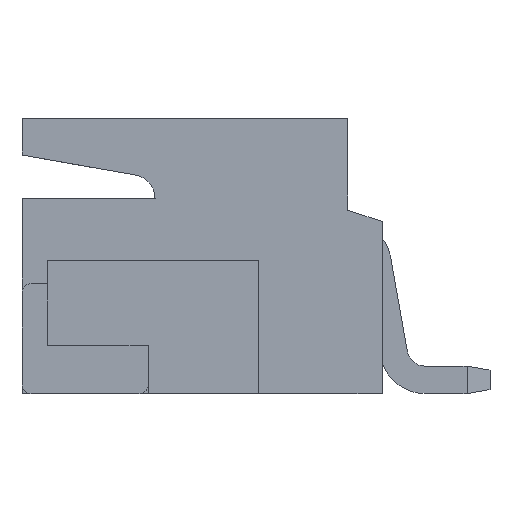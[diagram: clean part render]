
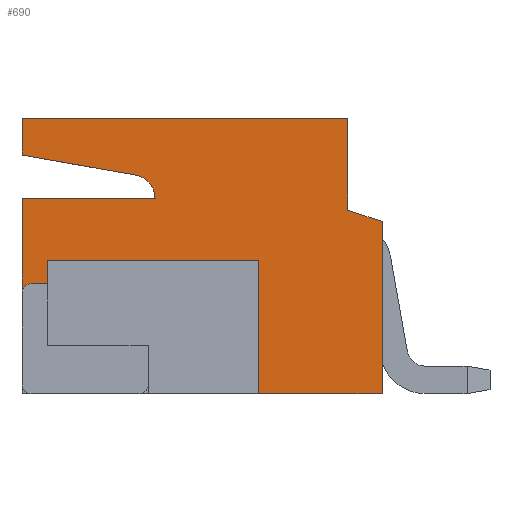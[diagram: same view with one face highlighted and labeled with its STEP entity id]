
A CAD part, left-side view. The second image highlights one B-rep face of the part: STEP entity #690.
In plain terms, the highlighted planar face has unit normal (-1, 0, 0).
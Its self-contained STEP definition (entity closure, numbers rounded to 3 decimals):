
#198 = ORIENTED_EDGE ( 'NONE', *, *, #1359, .T. ) ;
#289 = VERTEX_POINT ( 'NONE', #3240 ) ;
#326 = CARTESIAN_POINT ( 'NONE',  ( -6.3, -3.65, 2.9 ) ) ;
#342 = EDGE_CURVE ( 'NONE', #8505, #3269, #4743, .T. ) ;
#411 = VERTEX_POINT ( 'NONE', #633 ) ;
#621 = CARTESIAN_POINT ( 'NONE',  ( -6.3, -3.65, 2.9 ) ) ;
#633 = CARTESIAN_POINT ( 'NONE',  ( -6.3, -1.4, 4.25 ) ) ;
#656 = DIRECTION ( 'NONE',  ( 0., -1., 0. ) ) ;
#683 = EDGE_LOOP ( 'NONE', ( #198, #4237, #4757, #945, #2966, #4997, #5241, #7519, #5657, #7678, #9695, #1840, #6185, #8211, #8446, #8685, #4880, #6908 ) ) ;
#686 = DIRECTION ( 'NONE',  ( 0., 0., -1. ) ) ;
#690 = ADVANCED_FACE ( 'NONE', ( #930 ), #5799, .F. ) ;
#716 = VERTEX_POINT ( 'NONE', #6057 ) ;
#743 = EDGE_CURVE ( 'NONE', #7931, #8719, #4488, .T. ) ;
#771 = AXIS2_PLACEMENT_3D ( 'NONE', #1455, #6011, #686 ) ;
#882 = CARTESIAN_POINT ( 'NONE',  ( -6.3, -3.15, 2.4 ) ) ;
#902 = CARTESIAN_POINT ( 'NONE',  ( -6.3, -5.6, 6. ) ) ;
#930 = FACE_OUTER_BOUND ( 'NONE', #683, .T. ) ;
#945 = ORIENTED_EDGE ( 'NONE', *, *, #2642, .F. ) ;
#1047 = VECTOR ( 'NONE', #5668, 1000. ) ;
#1144 = CARTESIAN_POINT ( 'NONE',  ( -6.3, -3.65, 0. ) ) ;
#1202 = DIRECTION ( 'NONE',  ( 0., 1., 0. ) ) ;
#1217 = DIRECTION ( 'NONE',  ( 0., 0., 1. ) ) ;
#1359 = EDGE_CURVE ( 'NONE', #2663, #411, #7598, .T. ) ;
#1455 = CARTESIAN_POINT ( 'NONE',  ( -6.3, -0.877, 4.25 ) ) ;
#1466 = VERTEX_POINT ( 'NONE', #3453 ) ;
#1505 = CARTESIAN_POINT ( 'NONE',  ( -6.3, -6.35, 3.75 ) ) ;
#1575 = DIRECTION ( 'NONE',  ( 0., 0., -1. ) ) ;
#1673 = CARTESIAN_POINT ( 'NONE',  ( -6.3, -3.15, 1.05 ) ) ;
#1730 = LINE ( 'NONE', #4260, #7801 ) ;
#1821 = VECTOR ( 'NONE', #9821, 1000. ) ;
#1840 = ORIENTED_EDGE ( 'NONE', *, *, #6393, .F. ) ;
#1943 = CARTESIAN_POINT ( 'NONE',  ( -6.3, -6.35, 0. ) ) ;
#2016 = AXIS2_PLACEMENT_3D ( 'NONE', #5924, #6020, #6051 ) ;
#2268 = LINE ( 'NONE', #5012, #5847 ) ;
#2318 = CARTESIAN_POINT ( 'NONE',  ( -6.3, 1.5, 0.2 ) ) ;
#2331 = DIRECTION ( 'NONE',  ( 0., 1., 0. ) ) ;
#2489 = VECTOR ( 'NONE', #5786, 1000. ) ;
#2512 = EDGE_CURVE ( 'NONE', #411, #4318, #4499, .T. ) ;
#2642 = EDGE_CURVE ( 'NONE', #716, #4645, #7621, .T. ) ;
#2663 = VERTEX_POINT ( 'NONE', #8807 ) ;
#2714 = VECTOR ( 'NONE', #656, 1000. ) ;
#2720 = DIRECTION ( 'NONE',  ( 0., 1., 0. ) ) ;
#2959 = EDGE_CURVE ( 'NONE', #7443, #7931, #6227, .T. ) ;
#2966 = ORIENTED_EDGE ( 'NONE', *, *, #7940, .T. ) ;
#3059 = LINE ( 'NONE', #3385, #1047 ) ;
#3181 = VECTOR ( 'NONE', #6827, 1000. ) ;
#3240 = CARTESIAN_POINT ( 'NONE',  ( -6.3, -5.6, 4. ) ) ;
#3269 = VERTEX_POINT ( 'NONE', #326 ) ;
#3385 = CARTESIAN_POINT ( 'NONE',  ( -6.3, 0.95, 2.4 ) ) ;
#3453 = CARTESIAN_POINT ( 'NONE',  ( -6.3, -3.65, 0. ) ) ;
#3459 = CARTESIAN_POINT ( 'NONE',  ( -6.3, 1.5, 4.25 ) ) ;
#3518 = DIRECTION ( 'NONE',  ( 0., 0., 1. ) ) ;
#3597 = EDGE_CURVE ( 'NONE', #4645, #4318, #3838, .T. ) ;
#3838 = LINE ( 'NONE', #6021, #1821 ) ;
#4208 = VERTEX_POINT ( 'NONE', #4909 ) ;
#4210 = CARTESIAN_POINT ( 'NONE',  ( -6.3, -1.835, 0.2 ) ) ;
#4237 = ORIENTED_EDGE ( 'NONE', *, *, #2512, .T. ) ;
#4260 = CARTESIAN_POINT ( 'NONE',  ( -6.3, -0.844, 4.787 ) ) ;
#4282 = CARTESIAN_POINT ( 'NONE',  ( -6.3, 1.5, 6. ) ) ;
#4318 = VERTEX_POINT ( 'NONE', #3459 ) ;
#4422 = CARTESIAN_POINT ( 'NONE',  ( -6.3, 0.95, 2.9 ) ) ;
#4454 = LINE ( 'NONE', #1144, #8509 ) ;
#4488 = LINE ( 'NONE', #6798, #3181 ) ;
#4499 = LINE ( 'NONE', #7919, #8548 ) ;
#4633 = LINE ( 'NONE', #1505, #8198 ) ;
#4642 = VECTOR ( 'NONE', #3518, 1000. ) ;
#4645 = VERTEX_POINT ( 'NONE', #2318 ) ;
#4743 = LINE ( 'NONE', #621, #2714 ) ;
#4757 = ORIENTED_EDGE ( 'NONE', *, *, #3597, .F. ) ;
#4875 = LINE ( 'NONE', #6585, #4642 ) ;
#4880 = ORIENTED_EDGE ( 'NONE', *, *, #2959, .F. ) ;
#4909 = CARTESIAN_POINT ( 'NONE',  ( -6.3, -6.35, 3.75 ) ) ;
#4997 = ORIENTED_EDGE ( 'NONE', *, *, #7580, .F. ) ;
#5012 = CARTESIAN_POINT ( 'NONE',  ( -6.3, 0.95, 2.9 ) ) ;
#5117 = LINE ( 'NONE', #6900, #9157 ) ;
#5241 = ORIENTED_EDGE ( 'NONE', *, *, #8712, .F. ) ;
#5414 = CARTESIAN_POINT ( 'NONE',  ( -6.3, -3.15, 1.05 ) ) ;
#5476 = LINE ( 'NONE', #1673, #7733 ) ;
#5540 = VERTEX_POINT ( 'NONE', #6138 ) ;
#5657 = ORIENTED_EDGE ( 'NONE', *, *, #9597, .T. ) ;
#5668 = DIRECTION ( 'NONE',  ( 0., -1., 0. ) ) ;
#5707 = EDGE_CURVE ( 'NONE', #8719, #289, #6536, .T. ) ;
#5786 = DIRECTION ( 'NONE',  ( 0., 0., -1. ) ) ;
#5799 = PLANE ( 'NONE',  #2016 ) ;
#5805 = DIRECTION ( 'NONE',  ( 0., -0.985, -0.174 ) ) ;
#5847 = VECTOR ( 'NONE', #1217, 1000. ) ;
#5865 = CARTESIAN_POINT ( 'NONE',  ( -6.3, 1.5, 5.2 ) ) ;
#5924 = CARTESIAN_POINT ( 'NONE',  ( -6.3, 0., 0. ) ) ;
#5997 = CARTESIAN_POINT ( 'NONE',  ( -6.3, -5.6, 4. ) ) ;
#6011 = DIRECTION ( 'NONE',  ( 1., 0., 0. ) ) ;
#6020 = DIRECTION ( 'NONE',  ( 1., 0., 0. ) ) ;
#6021 = CARTESIAN_POINT ( 'NONE',  ( -6.3, 1.5, 0. ) ) ;
#6037 = VERTEX_POINT ( 'NONE', #882 ) ;
#6051 = DIRECTION ( 'NONE',  ( 0., 0., -1. ) ) ;
#6057 = CARTESIAN_POINT ( 'NONE',  ( -6.3, -1.25, 0.2 ) ) ;
#6138 = CARTESIAN_POINT ( 'NONE',  ( -6.3, 0.95, 2.4 ) ) ;
#6159 = CARTESIAN_POINT ( 'NONE',  ( -6.3, -1.25, 1.05 ) ) ;
#6185 = ORIENTED_EDGE ( 'NONE', *, *, #8634, .F. ) ;
#6227 = LINE ( 'NONE', #7686, #7778 ) ;
#6393 = EDGE_CURVE ( 'NONE', #7280, #1466, #8657, .T. ) ;
#6465 = DIRECTION ( 'NONE',  ( 0., 0., -1. ) ) ;
#6516 = CARTESIAN_POINT ( 'NONE',  ( -6.3, -6.35, 0. ) ) ;
#6536 = LINE ( 'NONE', #7353, #2489 ) ;
#6585 = CARTESIAN_POINT ( 'NONE',  ( -6.3, -1.25, 1.05 ) ) ;
#6624 = VECTOR ( 'NONE', #1202, 1000. ) ;
#6798 = CARTESIAN_POINT ( 'NONE',  ( -6.3, 1.5, 6. ) ) ;
#6827 = DIRECTION ( 'NONE',  ( 0., -1., 0. ) ) ;
#6900 = CARTESIAN_POINT ( 'NONE',  ( -6.3, 0.95, 1.05 ) ) ;
#6908 = ORIENTED_EDGE ( 'NONE', *, *, #7356, .T. ) ;
#6915 = DIRECTION ( 'NONE',  ( 0., 0., 1. ) ) ;
#7003 = DIRECTION ( 'NONE',  ( 0., 0., -1. ) ) ;
#7042 = VECTOR ( 'NONE', #8290, 1000. ) ;
#7230 = EDGE_CURVE ( 'NONE', #3269, #1466, #4454, .T. ) ;
#7280 = VERTEX_POINT ( 'NONE', #1943 ) ;
#7353 = CARTESIAN_POINT ( 'NONE',  ( -6.3, -5.6, 6. ) ) ;
#7356 = EDGE_CURVE ( 'NONE', #7443, #2663, #1730, .T. ) ;
#7443 = VERTEX_POINT ( 'NONE', #5865 ) ;
#7519 = ORIENTED_EDGE ( 'NONE', *, *, #8944, .F. ) ;
#7522 = EDGE_CURVE ( 'NONE', #289, #4208, #9045, .T. ) ;
#7580 = EDGE_CURVE ( 'NONE', #8682, #8663, #5117, .T. ) ;
#7598 = CIRCLE ( 'NONE', #771, 0.523 ) ;
#7621 = LINE ( 'NONE', #4210, #9870 ) ;
#7678 = ORIENTED_EDGE ( 'NONE', *, *, #342, .T. ) ;
#7686 = CARTESIAN_POINT ( 'NONE',  ( -6.3, 1.5, 0. ) ) ;
#7733 = VECTOR ( 'NONE', #7003, 1000. ) ;
#7778 = VECTOR ( 'NONE', #6915, 1000. ) ;
#7801 = VECTOR ( 'NONE', #5805, 1000. ) ;
#7919 = CARTESIAN_POINT ( 'NONE',  ( -6.3, 0., 4.25 ) ) ;
#7931 = VERTEX_POINT ( 'NONE', #4282 ) ;
#7940 = EDGE_CURVE ( 'NONE', #716, #8663, #4875, .T. ) ;
#8198 = VECTOR ( 'NONE', #1575, 1000. ) ;
#8211 = ORIENTED_EDGE ( 'NONE', *, *, #7522, .F. ) ;
#8290 = DIRECTION ( 'NONE',  ( 0., -0.949, -0.316 ) ) ;
#8446 = ORIENTED_EDGE ( 'NONE', *, *, #5707, .F. ) ;
#8505 = VERTEX_POINT ( 'NONE', #4422 ) ;
#8509 = VECTOR ( 'NONE', #6465, 1000. ) ;
#8548 = VECTOR ( 'NONE', #8649, 1000. ) ;
#8634 = EDGE_CURVE ( 'NONE', #4208, #7280, #4633, .T. ) ;
#8649 = DIRECTION ( 'NONE',  ( 0., 1., 0. ) ) ;
#8657 = LINE ( 'NONE', #6516, #6624 ) ;
#8663 = VERTEX_POINT ( 'NONE', #6159 ) ;
#8682 = VERTEX_POINT ( 'NONE', #5414 ) ;
#8685 = ORIENTED_EDGE ( 'NONE', *, *, #743, .F. ) ;
#8712 = EDGE_CURVE ( 'NONE', #6037, #8682, #5476, .T. ) ;
#8719 = VERTEX_POINT ( 'NONE', #902 ) ;
#8807 = CARTESIAN_POINT ( 'NONE',  ( -6.3, -0.968, 4.765 ) ) ;
#8944 = EDGE_CURVE ( 'NONE', #5540, #6037, #3059, .T. ) ;
#9045 = LINE ( 'NONE', #5997, #7042 ) ;
#9157 = VECTOR ( 'NONE', #2331, 1000. ) ;
#9597 = EDGE_CURVE ( 'NONE', #5540, #8505, #2268, .T. ) ;
#9695 = ORIENTED_EDGE ( 'NONE', *, *, #7230, .T. ) ;
#9821 = DIRECTION ( 'NONE',  ( 0., 0., 1. ) ) ;
#9870 = VECTOR ( 'NONE', #2720, 1000. ) ;
